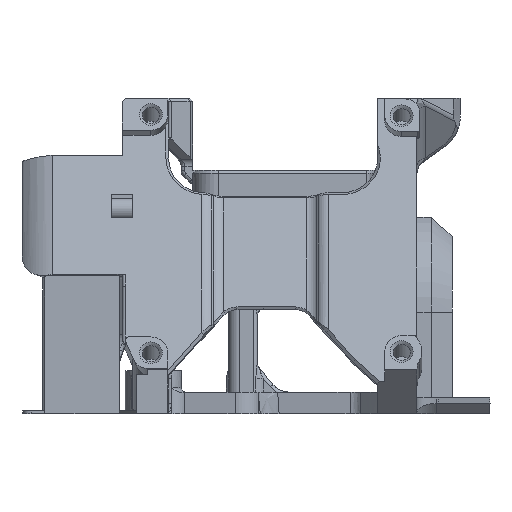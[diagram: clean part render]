
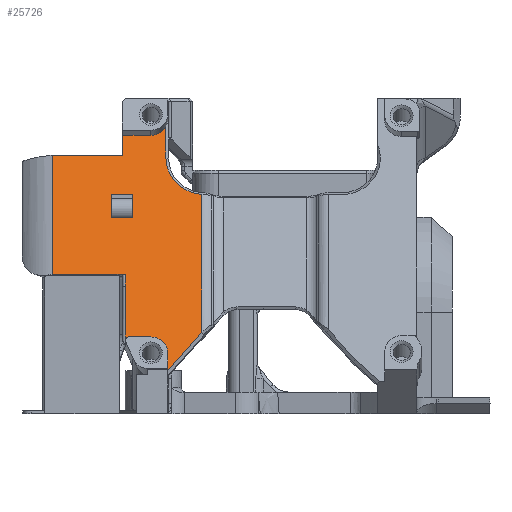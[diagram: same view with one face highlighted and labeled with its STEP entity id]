
A CAD part, left-side view. The second image highlights one B-rep face of the part: STEP entity #25726.
In plain terms, the highlighted planar face has unit normal (-0.94, 0, 0.342).
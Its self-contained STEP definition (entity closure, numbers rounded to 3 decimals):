
#533=B_SPLINE_CURVE_WITH_KNOTS('',3,(#39401,#39402,#39403,#39404),
 .UNSPECIFIED.,.F.,.F.,(4,4),(0.,0.06),.UNSPECIFIED.);
#534=B_SPLINE_CURVE_WITH_KNOTS('',3,(#39414,#39415,#39416,#39417),
 .UNSPECIFIED.,.F.,.F.,(4,4),(0.02,0.022),
 .UNSPECIFIED.);
#2430=CIRCLE('',#27580,0.5);
#2431=CIRCLE('',#27581,2.35);
#2432=CIRCLE('',#27582,5.4);
#2433=CIRCLE('',#27583,2.35);
#5181=ORIENTED_EDGE('',*,*,#12544,.F.);
#5182=ORIENTED_EDGE('',*,*,#12545,.T.);
#5183=ORIENTED_EDGE('',*,*,#12546,.T.);
#5184=ORIENTED_EDGE('',*,*,#12547,.T.);
#5185=ORIENTED_EDGE('',*,*,#12548,.T.);
#5186=ORIENTED_EDGE('',*,*,#12549,.F.);
#5187=ORIENTED_EDGE('',*,*,#12550,.T.);
#5188=ORIENTED_EDGE('',*,*,#12551,.F.);
#5189=ORIENTED_EDGE('',*,*,#12552,.F.);
#5190=ORIENTED_EDGE('',*,*,#12553,.T.);
#5191=ORIENTED_EDGE('',*,*,#12554,.T.);
#5192=ORIENTED_EDGE('',*,*,#12555,.T.);
#5193=ORIENTED_EDGE('',*,*,#12556,.T.);
#5194=ORIENTED_EDGE('',*,*,#12557,.F.);
#5195=ORIENTED_EDGE('',*,*,#12558,.F.);
#5196=ORIENTED_EDGE('',*,*,#12559,.F.);
#5197=ORIENTED_EDGE('',*,*,#12560,.F.);
#5198=ORIENTED_EDGE('',*,*,#12561,.F.);
#5199=ORIENTED_EDGE('',*,*,#12562,.F.);
#5200=ORIENTED_EDGE('',*,*,#12563,.F.);
#5201=ORIENTED_EDGE('',*,*,#12564,.T.);
#12544=EDGE_CURVE('',#16300,#16301,#18681,.T.);
#12545=EDGE_CURVE('',#16300,#16302,#18682,.T.);
#12546=EDGE_CURVE('',#16302,#16303,#18683,.T.);
#12547=EDGE_CURVE('',#16303,#16301,#18684,.T.);
#12548=EDGE_CURVE('',#16304,#16305,#18685,.F.);
#12549=EDGE_CURVE('',#16306,#16305,#2430,.F.);
#12550=EDGE_CURVE('',#16306,#16307,#18686,.T.);
#12551=EDGE_CURVE('',#16308,#16307,#2431,.T.);
#12552=EDGE_CURVE('',#16309,#16308,#18687,.T.);
#12553=EDGE_CURVE('',#16309,#16310,#18688,.T.);
#12554=EDGE_CURVE('',#16310,#16311,#18689,.T.);
#12555=EDGE_CURVE('',#16311,#16312,#2432,.T.);
#12556=EDGE_CURVE('',#16312,#16313,#18690,.T.);
#12557=EDGE_CURVE('',#16314,#16313,#2433,.T.);
#12558=EDGE_CURVE('',#16315,#16314,#18691,.T.);
#12559=EDGE_CURVE('',#16316,#16315,#533,.F.);
#12560=EDGE_CURVE('',#16317,#16316,#18692,.T.);
#12561=EDGE_CURVE('',#16318,#16317,#18693,.T.);
#12562=EDGE_CURVE('',#16319,#16318,#18694,.T.);
#12563=EDGE_CURVE('',#16320,#16319,#18695,.T.);
#12564=EDGE_CURVE('',#16320,#16304,#534,.T.);
#16300=VERTEX_POINT('',#39371);
#16301=VERTEX_POINT('',#39372);
#16302=VERTEX_POINT('',#39374);
#16303=VERTEX_POINT('',#39376);
#16304=VERTEX_POINT('',#39379);
#16305=VERTEX_POINT('',#39380);
#16306=VERTEX_POINT('',#39382);
#16307=VERTEX_POINT('',#39384);
#16308=VERTEX_POINT('',#39386);
#16309=VERTEX_POINT('',#39388);
#16310=VERTEX_POINT('',#39390);
#16311=VERTEX_POINT('',#39392);
#16312=VERTEX_POINT('',#39394);
#16313=VERTEX_POINT('',#39396);
#16314=VERTEX_POINT('',#39398);
#16315=VERTEX_POINT('',#39400);
#16316=VERTEX_POINT('',#39405);
#16317=VERTEX_POINT('',#39407);
#16318=VERTEX_POINT('',#39409);
#16319=VERTEX_POINT('',#39411);
#16320=VERTEX_POINT('',#39413);
#18681=LINE('',#39370,#20385);
#18682=LINE('',#39373,#20386);
#18683=LINE('',#39375,#20387);
#18684=LINE('',#39377,#20388);
#18685=LINE('',#39378,#20389);
#18686=LINE('',#39383,#20390);
#18687=LINE('',#39387,#20391);
#18688=LINE('',#39389,#20392);
#18689=LINE('',#39391,#20393);
#18690=LINE('',#39395,#20394);
#18691=LINE('',#39399,#20395);
#18692=LINE('',#39406,#20396);
#18693=LINE('',#39408,#20397);
#18694=LINE('',#39410,#20398);
#18695=LINE('',#39412,#20399);
#20385=VECTOR('',#31156,1000.);
#20386=VECTOR('',#31157,1000.);
#20387=VECTOR('',#31158,1000.);
#20388=VECTOR('',#31159,1000.);
#20389=VECTOR('',#31160,1000.);
#20390=VECTOR('',#31163,1000.);
#20391=VECTOR('',#31166,1000.);
#20392=VECTOR('',#31167,1000.);
#20393=VECTOR('',#31168,1000.);
#20394=VECTOR('',#31171,1000.);
#20395=VECTOR('',#31174,1000.);
#20396=VECTOR('',#31175,1000.);
#20397=VECTOR('',#31176,1000.);
#20398=VECTOR('',#31177,1000.);
#20399=VECTOR('',#31178,1000.);
#21875=EDGE_LOOP('',(#5181,#5182,#5183,#5184));
#21876=EDGE_LOOP('',(#5185,#5186,#5187,#5188,#5189,#5190,#5191,#5192,#5193,
#5194,#5195,#5196,#5197,#5198,#5199,#5200,#5201));
#23552=FACE_BOUND('',#21875,.T.);
#23553=FACE_BOUND('',#21876,.T.);
#25042=PLANE('',#27579);
#25726=ADVANCED_FACE('',(#23552,#23553),#25042,.T.);
#27579=AXIS2_PLACEMENT_3D('',#39369,#31154,#31155);
#27580=AXIS2_PLACEMENT_3D('',#39381,#31161,#31162);
#27581=AXIS2_PLACEMENT_3D('',#39385,#31164,#31165);
#27582=AXIS2_PLACEMENT_3D('',#39393,#31169,#31170);
#27583=AXIS2_PLACEMENT_3D('',#39397,#31172,#31173);
#31154=DIRECTION('',(-0.94,0.,0.342));
#31155=DIRECTION('',(-0.342,0.,-0.94));
#31156=DIRECTION('',(0.342,0.,0.94));
#31157=DIRECTION('',(0.,1.,0.));
#31158=DIRECTION('',(0.342,0.,0.94));
#31159=DIRECTION('',(0.,-1.,0.));
#31160=DIRECTION('',(0.342,0.,0.94));
#31161=DIRECTION('',(0.94,0.,-0.342));
#31162=DIRECTION('',(0.342,0.,0.94));
#31163=DIRECTION('',(0.,-1.,0.));
#31164=DIRECTION('',(-0.94,0.,0.342));
#31165=DIRECTION('',(-0.342,0.,-0.94));
#31166=DIRECTION('',(0.342,0.,0.94));
#31167=DIRECTION('',(0.262,-0.643,0.72));
#31168=DIRECTION('',(0.342,0.,0.94));
#31169=DIRECTION('',(0.94,0.,-0.342));
#31170=DIRECTION('',(0.342,0.,0.94));
#31171=DIRECTION('',(0.342,0.,0.94));
#31172=DIRECTION('',(-0.94,0.,0.342));
#31173=DIRECTION('',(-0.342,0.,-0.94));
#31174=DIRECTION('',(0.,-1.,0.));
#31175=DIRECTION('',(0.342,0.,0.94));
#31176=DIRECTION('',(0.,-1.,0.));
#31177=DIRECTION('',(0.342,0.,0.94));
#31178=DIRECTION('',(0.,1.,0.));
#39369=CARTESIAN_POINT('',(-143.233,143.625,7.513));
#39370=CARTESIAN_POINT('',(-143.233,146.125,7.513));
#39371=CARTESIAN_POINT('',(-136.025,146.125,27.318));
#39372=CARTESIAN_POINT('',(-134.842,146.125,30.57));
#39373=CARTESIAN_POINT('',(-136.025,149.125,27.318));
#39374=CARTESIAN_POINT('',(-136.025,149.125,27.318));
#39375=CARTESIAN_POINT('',(-143.233,149.125,7.513));
#39376=CARTESIAN_POINT('',(-134.842,149.125,30.57));
#39377=CARTESIAN_POINT('',(-134.842,146.125,30.57));
#39378=CARTESIAN_POINT('',(-143.233,147.174,7.513));
#39379=CARTESIAN_POINT('',(-139.495,147.174,17.785));
#39380=CARTESIAN_POINT('',(-142.438,147.174,9.699));
#39381=CARTESIAN_POINT('',(-142.498,146.706,9.534));
#39382=CARTESIAN_POINT('',(-142.327,146.706,10.004));
#39383=CARTESIAN_POINT('',(-142.327,143.625,10.004));
#39384=CARTESIAN_POINT('',(-142.327,143.625,10.004));
#39385=CARTESIAN_POINT('',(-143.131,143.625,7.795));
#39386=CARTESIAN_POINT('',(-143.131,141.275,7.795));
#39387=CARTESIAN_POINT('',(-130.237,141.275,43.222));
#39388=CARTESIAN_POINT('',(-143.766,141.275,6.051));
#39389=CARTESIAN_POINT('',(-143.849,141.48,5.822));
#39390=CARTESIAN_POINT('',(-141.835,136.539,11.354));
#39391=CARTESIAN_POINT('',(-143.233,136.539,7.513));
#39392=CARTESIAN_POINT('',(-134.831,136.539,30.6));
#39393=CARTESIAN_POINT('',(-132.989,136.125,35.659));
#39394=CARTESIAN_POINT('',(-132.989,141.525,35.659));
#39395=CARTESIAN_POINT('',(-143.233,141.525,7.513));
#39396=CARTESIAN_POINT('',(-131.384,141.525,40.069));
#39397=CARTESIAN_POINT('',(-131.023,143.625,41.06));
#39398=CARTESIAN_POINT('',(-131.827,143.625,38.852));
#39399=CARTESIAN_POINT('',(-131.827,143.625,38.852));
#39400=CARTESIAN_POINT('',(-131.827,146.125,38.852));
#39401=CARTESIAN_POINT('',(-131.827,146.125,38.852));
#39402=CARTESIAN_POINT('',(-131.827,146.625,38.852));
#39403=CARTESIAN_POINT('',(-131.827,147.125,38.852));
#39404=CARTESIAN_POINT('',(-131.827,147.625,38.852));
#39405=CARTESIAN_POINT('',(-131.827,147.625,38.852));
#39406=CARTESIAN_POINT('',(-143.233,147.625,7.513));
#39407=CARTESIAN_POINT('',(-132.846,147.625,36.052));
#39408=CARTESIAN_POINT('',(-132.846,147.125,36.052));
#39409=CARTESIAN_POINT('',(-132.846,157.406,36.052));
#39410=CARTESIAN_POINT('',(-138.898,157.406,19.425));
#39411=CARTESIAN_POINT('',(-138.898,157.406,19.425));
#39412=CARTESIAN_POINT('',(-138.898,147.125,19.425));
#39413=CARTESIAN_POINT('',(-138.898,147.223,19.425));
#39414=CARTESIAN_POINT('',(-138.898,147.223,19.425));
#39415=CARTESIAN_POINT('',(-139.097,147.213,18.878));
#39416=CARTESIAN_POINT('',(-139.295,147.174,18.333));
#39417=CARTESIAN_POINT('',(-139.495,147.174,17.785));
